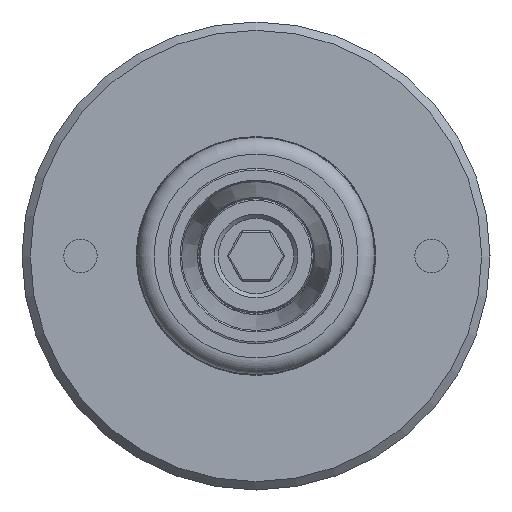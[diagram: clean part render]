
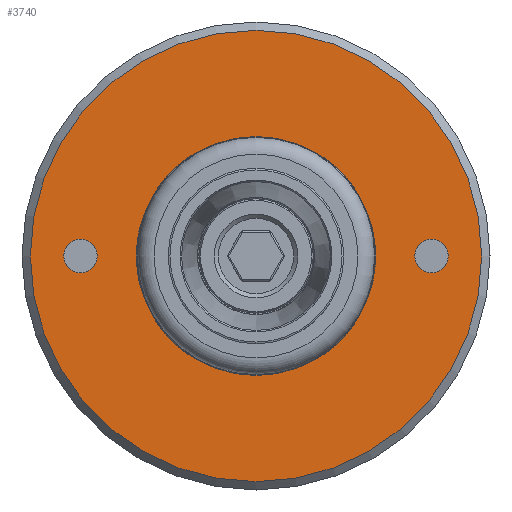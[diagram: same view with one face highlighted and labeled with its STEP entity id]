
A CAD part, left-side view. The second image highlights one B-rep face of the part: STEP entity #3740.
In plain terms, the highlighted planar face has unit normal (-1, 0, 0).
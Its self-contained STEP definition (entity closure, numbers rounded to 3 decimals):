
#573=PLANE('',#4097);
#688=FACE_BOUND('',#1656,.T.);
#689=FACE_BOUND('',#1657,.T.);
#690=FACE_BOUND('',#1658,.T.);
#691=FACE_BOUND('',#1659,.T.);
#851=CIRCLE('',#4096,27.);
#852=CIRCLE('',#4098,2.);
#853=CIRCLE('',#4099,2.);
#854=CIRCLE('',#4100,10.5);
#1656=EDGE_LOOP('',(#3287));
#1657=EDGE_LOOP('',(#3288));
#1658=EDGE_LOOP('',(#3289));
#1659=EDGE_LOOP('',(#3290));
#2098=VERTEX_POINT('',#6567);
#2099=VERTEX_POINT('',#6570);
#2100=VERTEX_POINT('',#6572);
#2101=VERTEX_POINT('',#6574);
#2522=EDGE_CURVE('',#2098,#2098,#851,.T.);
#2523=EDGE_CURVE('',#2099,#2099,#852,.T.);
#2524=EDGE_CURVE('',#2100,#2100,#853,.T.);
#2525=EDGE_CURVE('',#2101,#2101,#854,.T.);
#3287=ORIENTED_EDGE('',*,*,#2523,.T.);
#3288=ORIENTED_EDGE('',*,*,#2524,.T.);
#3289=ORIENTED_EDGE('',*,*,#2522,.F.);
#3290=ORIENTED_EDGE('',*,*,#2525,.T.);
#3740=ADVANCED_FACE('',(#688,#689,#690,#691),#573,.T.);
#4096=AXIS2_PLACEMENT_3D('',#6568,#4977,#4978);
#4097=AXIS2_PLACEMENT_3D('',#6569,#4979,#4980);
#4098=AXIS2_PLACEMENT_3D('',#6571,#4981,#4982);
#4099=AXIS2_PLACEMENT_3D('',#6573,#4983,#4984);
#4100=AXIS2_PLACEMENT_3D('',#6575,#4985,#4986);
#4977=DIRECTION('center_axis',(1.,0.,0.));
#4978=DIRECTION('ref_axis',(0.,1.,0.));
#4979=DIRECTION('center_axis',(-1.,0.,0.));
#4980=DIRECTION('ref_axis',(0.,0.,1.));
#4981=DIRECTION('center_axis',(1.,0.,0.));
#4982=DIRECTION('ref_axis',(0.,0.,
1.));
#4983=DIRECTION('center_axis',(1.,0.,0.));
#4984=DIRECTION('ref_axis',(0.,0.,
1.));
#4985=DIRECTION('center_axis',(1.,0.,0.));
#4986=DIRECTION('ref_axis',(0.,1.,0.));
#6567=CARTESIAN_POINT('',(-108.2,27.,0.));
#6568=CARTESIAN_POINT('Origin',(-108.2,0.,0.));
#6569=CARTESIAN_POINT('Origin',(-108.2,18.75,0.));
#6570=CARTESIAN_POINT('',(-108.2,21.,2.));
#6571=CARTESIAN_POINT('Origin',(-108.2,21.,0.));
#6572=CARTESIAN_POINT('',(-108.2,-21.,2.));
#6573=CARTESIAN_POINT('Origin',(-108.2,-21.,0.));
#6574=CARTESIAN_POINT('',(-108.2,10.5,0.));
#6575=CARTESIAN_POINT('Origin',(-108.2,0.,0.));
